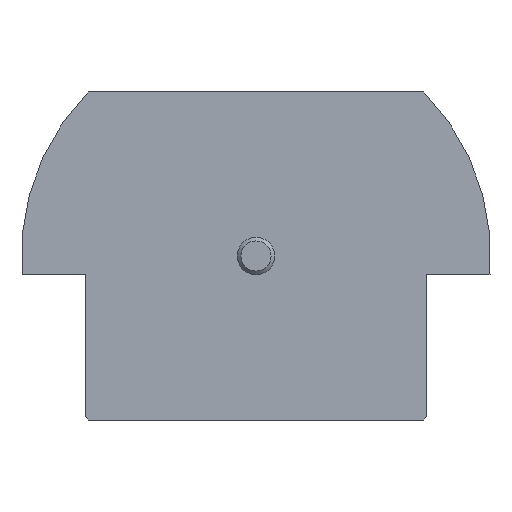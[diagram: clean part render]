
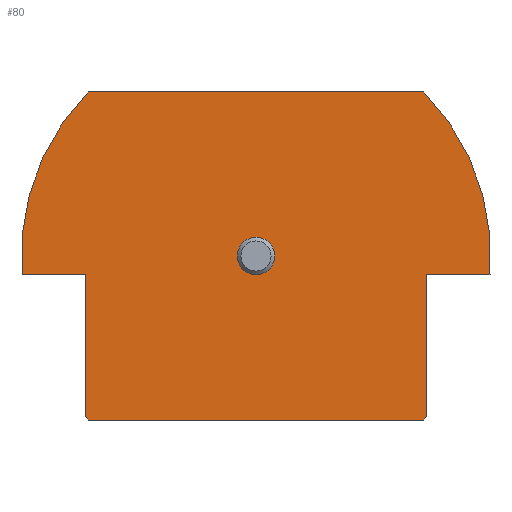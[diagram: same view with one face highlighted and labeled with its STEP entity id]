
A CAD part, left-side view. The second image highlights one B-rep face of the part: STEP entity #80.
In plain terms, the highlighted planar face has unit normal (-1, 0, 0).
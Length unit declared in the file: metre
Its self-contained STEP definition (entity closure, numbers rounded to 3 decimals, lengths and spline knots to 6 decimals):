
#80 = ADVANCED_FACE( '', ( #182, #183 ), #184, .T. );
#182 = FACE_OUTER_BOUND( '', #302, .T. );
#183 = FACE_BOUND( '', #303, .T. );
#184 = PLANE( '', #304 );
#302 = EDGE_LOOP( '', ( #1249, #1250, #1251, #1252, #1253, #1254, #1255, #1256, #1257, #1258 ) );
#303 = EDGE_LOOP( '', ( #1259 ) );
#304 = AXIS2_PLACEMENT_3D( '', #1260, #1261, #1262 );
#1249 = ORIENTED_EDGE( '', *, *, #1443, .T. );
#1250 = ORIENTED_EDGE( '', *, *, #1424, .T. );
#1251 = ORIENTED_EDGE( '', *, *, #1444, .T. );
#1252 = ORIENTED_EDGE( '', *, *, #1445, .T. );
#1253 = ORIENTED_EDGE( '', *, *, #1446, .T. );
#1254 = ORIENTED_EDGE( '', *, *, #1416, .T. );
#1255 = ORIENTED_EDGE( '', *, *, #1447, .T. );
#1256 = ORIENTED_EDGE( '', *, *, #1411, .T. );
#1257 = ORIENTED_EDGE( '', *, *, #1448, .T. );
#1258 = ORIENTED_EDGE( '', *, *, #1449, .T. );
#1259 = ORIENTED_EDGE( '', *, *, #1450, .F. );
#1260 = CARTESIAN_POINT( '', ( 0., 0., 0. ) );
#1261 = DIRECTION( '', ( -1., 0., 0. ) );
#1262 = DIRECTION( '', ( 0., 0., 1. ) );
#1411 = EDGE_CURVE( '', #1510, #1511, #1512, .T. );
#1416 = EDGE_CURVE( '', #1519, #1520, #1521, .T. );
#1424 = EDGE_CURVE( '', #1533, #1534, #1535, .T. );
#1443 = EDGE_CURVE( '', #1565, #1533, #1566, .T. );
#1444 = EDGE_CURVE( '', #1534, #1567, #1568, .T. );
#1445 = EDGE_CURVE( '', #1567, #1569, #1570, .T. );
#1446 = EDGE_CURVE( '', #1569, #1519, #1571, .T. );
#1447 = EDGE_CURVE( '', #1520, #1510, #1572, .T. );
#1448 = EDGE_CURVE( '', #1511, #1573, #1574, .T. );
#1449 = EDGE_CURVE( '', #1573, #1565, #1575, .T. );
#1450 = EDGE_CURVE( '', #1576, #1576, #1577, .T. );
#1510 = VERTEX_POINT( '', #1720 );
#1511 = VERTEX_POINT( '', #1721 );
#1512 = CIRCLE( '', #1722, 0.004763 );
#1519 = VERTEX_POINT( '', #1731 );
#1520 = VERTEX_POINT( '', #1732 );
#1521 = CIRCLE( '', #1733, 0.004763 );
#1533 = VERTEX_POINT( '', #1747 );
#1534 = VERTEX_POINT( '', #1748 );
#1535 = LINE( '', #1749, #1750 );
#1565 = VERTEX_POINT( '', #1862 );
#1566 = CIRCLE( '', #1863, 0.004763 );
#1567 = VERTEX_POINT( '', #1864 );
#1568 = CIRCLE( '', #1865, 0.004763 );
#1569 = VERTEX_POINT( '', #1866 );
#1570 = LINE( '', #1867, #1868 );
#1571 = LINE( '', #1869, #1870 );
#1572 = LINE( '', #1871, #1872 );
#1573 = VERTEX_POINT( '', #1873 );
#1574 = LINE( '', #1874, #1875 );
#1575 = LINE( '', #1876, #1877 );
#1576 = VERTEX_POINT( '', #1878 );
#1577 = CIRCLE( '', #1879, 0.000381 );
#1720 = CARTESIAN_POINT( '', ( 0., -0.003407, -0.003327 ) );
#1721 = CARTESIAN_POINT( '', ( 0., -0.003467, -0.003265 ) );
#1722 = AXIS2_PLACEMENT_3D( '', #2239, #2240, #2241 );
#1731 = CARTESIAN_POINT( '', ( 0., 0.003467, -0.003265 ) );
#1732 = CARTESIAN_POINT( '', ( 0., 0.003407, -0.003327 ) );
#1733 = AXIS2_PLACEMENT_3D( '', #2247, #2248, #2249 );
#1747 = CARTESIAN_POINT( '', ( 0., -0.003407, 0.003327 ) );
#1748 = CARTESIAN_POINT( '', ( 0., 0.003407, 0.003327 ) );
#1749 = CARTESIAN_POINT( '', ( 0., -0.003407, 0.003327 ) );
#1750 = VECTOR( '', #2261, 1. );
#1862 = CARTESIAN_POINT( '', ( 0., -0.004747, -0.000381 ) );
#1863 = AXIS2_PLACEMENT_3D( '', #2283, #2284, #2285 );
#1864 = CARTESIAN_POINT( '', ( 0., 0.004747, -0.000381 ) );
#1865 = AXIS2_PLACEMENT_3D( '', #2286, #2287, #2288 );
#1866 = CARTESIAN_POINT( '', ( 0., 0.003467, -0.000381 ) );
#1867 = CARTESIAN_POINT( '', ( 0., 0.004747, -0.000381 ) );
#1868 = VECTOR( '', #2289, 1. );
#1869 = CARTESIAN_POINT( '', ( 0., 0.003467, -0.000381 ) );
#1870 = VECTOR( '', #2290, 1. );
#1871 = CARTESIAN_POINT( '', ( 0., -0.003407, -0.003327 ) );
#1872 = VECTOR( '', #2291, 1. );
#1873 = CARTESIAN_POINT( '', ( 0., -0.003467, -0.000381 ) );
#1874 = CARTESIAN_POINT( '', ( 0., -0.003467, -0.000381 ) );
#1875 = VECTOR( '', #2292, 1. );
#1876 = CARTESIAN_POINT( '', ( 0., -0.004747, -0.000381 ) );
#1877 = VECTOR( '', #2293, 1. );
#1878 = CARTESIAN_POINT( '', ( 0., -0.000381, 0. ) );
#1879 = AXIS2_PLACEMENT_3D( '', #2294, #2295, #2296 );
#2239 = CARTESIAN_POINT( '', ( 0., 0., 0. ) );
#2240 = DIRECTION( '', ( -1., 0., 0. ) );
#2241 = DIRECTION( '', ( 0., 1., 0. ) );
#2247 = CARTESIAN_POINT( '', ( 0., 0., 0. ) );
#2248 = DIRECTION( '', ( -1., 0., 0. ) );
#2249 = DIRECTION( '', ( 0., 1., 0. ) );
#2261 = DIRECTION( '', ( 0., 1., 0. ) );
#2283 = CARTESIAN_POINT( '', ( 0., 0., 0. ) );
#2284 = DIRECTION( '', ( -1., 0., 0. ) );
#2285 = DIRECTION( '', ( 0., 1., 0. ) );
#2286 = CARTESIAN_POINT( '', ( 0., 0., 0. ) );
#2287 = DIRECTION( '', ( -1., 0., 0. ) );
#2288 = DIRECTION( '', ( 0., -1., 0. ) );
#2289 = DIRECTION( '', ( 0., -1., 0. ) );
#2290 = DIRECTION( '', ( 0., 0., -1. ) );
#2291 = DIRECTION( '', ( 0., -1., 0. ) );
#2292 = DIRECTION( '', ( 0., 0., 1. ) );
#2293 = DIRECTION( '', ( 0., -1., 0. ) );
#2294 = CARTESIAN_POINT( '', ( 0., 0., 0. ) );
#2295 = DIRECTION( '', ( -1., 0., 0. ) );
#2296 = DIRECTION( '', ( 0., -1., 0. ) );
